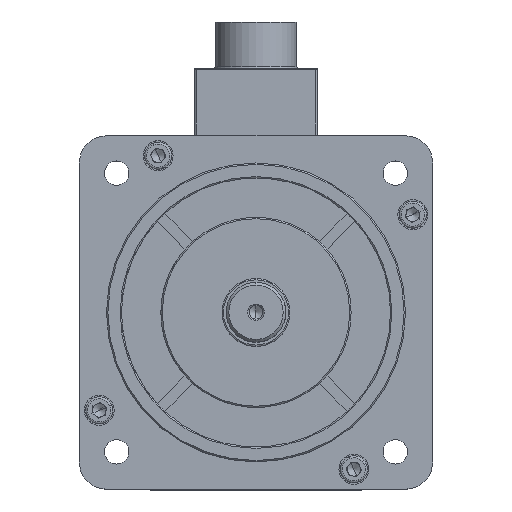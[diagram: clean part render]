
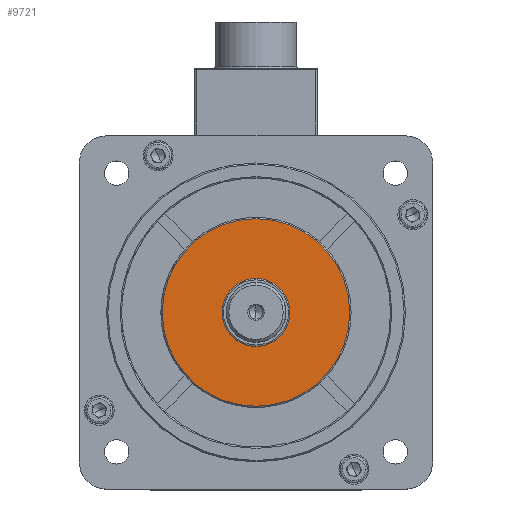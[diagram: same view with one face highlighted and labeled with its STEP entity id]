
A CAD part, top view. The second image highlights one B-rep face of the part: STEP entity #9721.
In plain terms, the highlighted planar face has unit normal (0, 0, 1).
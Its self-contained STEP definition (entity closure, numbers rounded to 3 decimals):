
#500 = DIRECTION ( 'NONE',  ( 0., 0., 1. ) ) ;
#3937 = CARTESIAN_POINT ( 'NONE',  ( 166.859, 86.541, 40.207 ) ) ;
#5099 = ORIENTED_EDGE ( 'NONE', *, *, #27213, .T. ) ;
#6829 = AXIS2_PLACEMENT_3D ( 'NONE', #27611, #41824, #45055 ) ;
#7179 = AXIS2_PLACEMENT_3D ( 'NONE', #32659, #500, #25064 ) ;
#9386 = CIRCLE ( 'NONE', #7179, 34.5 ) ;
#9721 = ADVANCED_FACE ( 'NONE', ( #13802 ), #13576, .T. ) ;
#10748 = CIRCLE ( 'NONE', #38664, 34.5 ) ;
#12100 = DIRECTION ( 'NONE',  ( 1., 0., 0. ) ) ;
#12374 = EDGE_CURVE ( 'NONE', #38197, #28699, #9386, .T. ) ;
#13576 = PLANE ( 'NONE',  #6829 ) ;
#13802 = FACE_OUTER_BOUND ( 'NONE', #20897, .T. ) ;
#20759 = ORIENTED_EDGE ( 'NONE', *, *, #12374, .T. ) ;
#20897 = EDGE_LOOP ( 'NONE', ( #20759, #5099 ) ) ;
#25064 = DIRECTION ( 'NONE',  ( 1., 0., 0. ) ) ;
#25201 = DIRECTION ( 'NONE',  ( 0., 0., 1. ) ) ;
#27213 = EDGE_CURVE ( 'NONE', #28699, #38197, #10748, .T. ) ;
#27611 = CARTESIAN_POINT ( 'NONE',  ( 201.359, 86.541, 40.207 ) ) ;
#28699 = VERTEX_POINT ( 'NONE', #35891 ) ;
#32659 = CARTESIAN_POINT ( 'NONE',  ( 201.359, 86.541, 40.207 ) ) ;
#32789 = CARTESIAN_POINT ( 'NONE',  ( 201.359, 86.541, 40.207 ) ) ;
#35891 = CARTESIAN_POINT ( 'NONE',  ( 235.859, 86.541, 40.207 ) ) ;
#38197 = VERTEX_POINT ( 'NONE', #3937 ) ;
#38664 = AXIS2_PLACEMENT_3D ( 'NONE', #32789, #25201, #12100 ) ;
#41824 = DIRECTION ( 'NONE',  ( 0., 0., 1. ) ) ;
#45055 = DIRECTION ( 'NONE',  ( 1., 0., 0. ) ) ;
